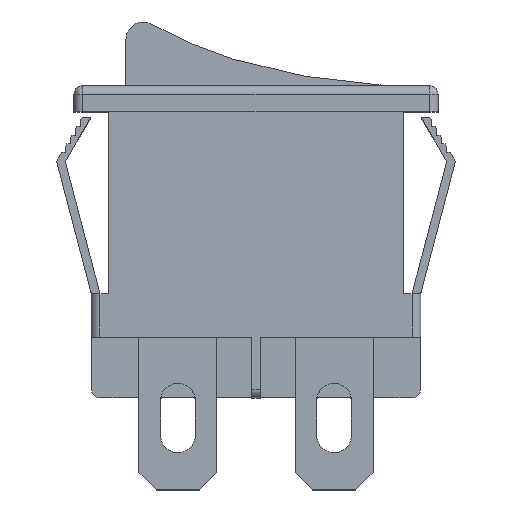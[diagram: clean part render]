
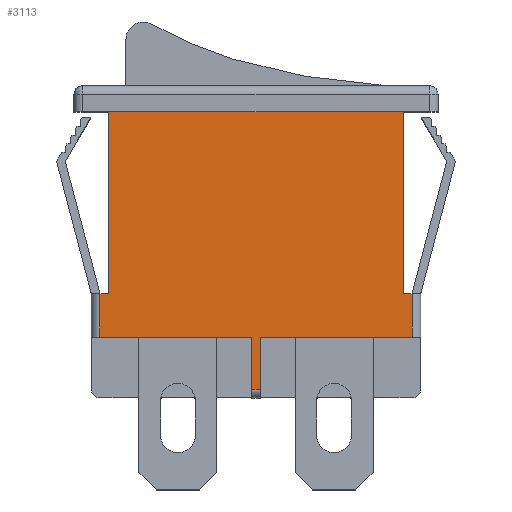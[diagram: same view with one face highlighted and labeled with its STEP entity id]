
A CAD part, top view. The second image highlights one B-rep face of the part: STEP entity #3113.
In plain terms, the highlighted planar face has unit normal (0, 0, 1).
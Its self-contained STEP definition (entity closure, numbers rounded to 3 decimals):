
#11 = CARTESIAN_POINT ( 'NONE',  ( 8.5, -5.5, 13.85 ) ) ;
#77 = CARTESIAN_POINT ( 'NONE',  ( 17., 2.5, 13.85 ) ) ;
#104 = CARTESIAN_POINT ( 'NONE',  ( 17.5, 0., 13.85 ) ) ;
#188 = LINE ( 'NONE', #4756, #4752 ) ;
#262 = CARTESIAN_POINT ( 'NONE',  ( 0., 0., 13.85 ) ) ;
#305 = DIRECTION ( 'NONE',  ( 0., 0., 1. ) ) ;
#318 = CARTESIAN_POINT ( 'NONE',  ( 8.5, 10.5, 13.85 ) ) ;
#320 = LINE ( 'NONE', #755, #743 ) ;
#322 = CARTESIAN_POINT ( 'NONE',  ( 17., 10.5, 13.85 ) ) ;
#338 = VECTOR ( 'NONE', #1818, 1000. ) ;
#344 = DIRECTION ( 'NONE',  ( 0., 1., 0. ) ) ;
#419 = DIRECTION ( 'NONE',  ( 0., -1., 0. ) ) ;
#453 = VECTOR ( 'NONE', #419, 1000. ) ;
#459 = ORIENTED_EDGE ( 'NONE', *, *, #3962, .T. ) ;
#476 = CARTESIAN_POINT ( 'NONE',  ( 8.75, -5.5, 13.85 ) ) ;
#615 = VERTEX_POINT ( 'NONE', #2235 ) ;
#659 = VECTOR ( 'NONE', #4220, 1000. ) ;
#661 = DIRECTION ( 'NONE',  ( 1., 0., 0. ) ) ;
#743 = VECTOR ( 'NONE', #2150, 1000. ) ;
#755 = CARTESIAN_POINT ( 'NONE',  ( 8.5, -2.5, 13.85 ) ) ;
#763 = ORIENTED_EDGE ( 'NONE', *, *, #1833, .T. ) ;
#926 = VECTOR ( 'NONE', #4343, 1000. ) ;
#1062 = VECTOR ( 'NONE', #2901, 1000. ) ;
#1165 = EDGE_CURVE ( 'NONE', #3892, #2512, #3377, .T. ) ;
#1225 = LINE ( 'NONE', #4638, #659 ) ;
#1269 = CARTESIAN_POINT ( 'NONE',  ( 8.25, -2.5, 13.85 ) ) ;
#1298 = EDGE_CURVE ( 'NONE', #4111, #3124, #4761, .T. ) ;
#1435 = LINE ( 'NONE', #11, #4637 ) ;
#1479 = VECTOR ( 'NONE', #1906, 1000. ) ;
#1504 = LINE ( 'NONE', #2306, #3197 ) ;
#1581 = DIRECTION ( 'NONE',  ( 0., -1., 0. ) ) ;
#1667 = EDGE_CURVE ( 'NONE', #2512, #3909, #1225, .T. ) ;
#1727 = ORIENTED_EDGE ( 'NONE', *, *, #3209, .T. ) ;
#1759 = VECTOR ( 'NONE', #2336, 1000. ) ;
#1817 = CARTESIAN_POINT ( 'NONE',  ( -0.5, -5.5, 13.85 ) ) ;
#1818 = DIRECTION ( 'NONE',  ( -1., 0., 0. ) ) ;
#1833 = EDGE_CURVE ( 'NONE', #4372, #4550, #1504, .T. ) ;
#1883 = ORIENTED_EDGE ( 'NONE', *, *, #1165, .T. ) ;
#1887 = CARTESIAN_POINT ( 'NONE',  ( 8.25, -5.5, 13.85 ) ) ;
#1890 = CARTESIAN_POINT ( 'NONE',  ( -0.5, 2.5, 13.85 ) ) ;
#1906 = DIRECTION ( 'NONE',  ( 0., 1., 0. ) ) ;
#1957 = ORIENTED_EDGE ( 'NONE', *, *, #1667, .T. ) ;
#2030 = VERTEX_POINT ( 'NONE', #4293 ) ;
#2102 = EDGE_CURVE ( 'NONE', #4749, #2030, #188, .T. ) ;
#2124 = PLANE ( 'NONE',  #2518 ) ;
#2150 = DIRECTION ( 'NONE',  ( 1., 0., 0. ) ) ;
#2151 = CARTESIAN_POINT ( 'NONE',  ( -0.5, -2.5, 13.85 ) ) ;
#2235 = CARTESIAN_POINT ( 'NONE',  ( 17., 0., 13.85 ) ) ;
#2306 = CARTESIAN_POINT ( 'NONE',  ( 8.25, 2.5, 13.85 ) ) ;
#2336 = DIRECTION ( 'NONE',  ( -1., 0., 0. ) ) ;
#2436 = ORIENTED_EDGE ( 'NONE', *, *, #1298, .T. ) ;
#2480 = ORIENTED_EDGE ( 'NONE', *, *, #3260, .T. ) ;
#2512 = VERTEX_POINT ( 'NONE', #3250 ) ;
#2518 = AXIS2_PLACEMENT_3D ( 'NONE', #1817, #305, #661 ) ;
#2680 = EDGE_CURVE ( 'NONE', #3909, #4588, #2835, .T. ) ;
#2685 = LINE ( 'NONE', #104, #1759 ) ;
#2710 = VERTEX_POINT ( 'NONE', #2151 ) ;
#2835 = LINE ( 'NONE', #4744, #338 ) ;
#2857 = ORIENTED_EDGE ( 'NONE', *, *, #2680, .T. ) ;
#2901 = DIRECTION ( 'NONE',  ( -1., 0., 0. ) ) ;
#3113 = ADVANCED_FACE ( 'NONE', ( #3999 ), #2124, .T. ) ;
#3124 = VERTEX_POINT ( 'NONE', #4009 ) ;
#3197 = VECTOR ( 'NONE', #1581, 1000. ) ;
#3209 = EDGE_CURVE ( 'NONE', #4550, #4111, #1435, .T. ) ;
#3250 = CARTESIAN_POINT ( 'NONE',  ( 0., 10.5, 13.85 ) ) ;
#3260 = EDGE_CURVE ( 'NONE', #4588, #2710, #4427, .T. ) ;
#3346 = DIRECTION ( 'NONE',  ( 1., 0., 0. ) ) ;
#3367 = EDGE_CURVE ( 'NONE', #615, #3892, #4038, .T. ) ;
#3375 = CARTESIAN_POINT ( 'NONE',  ( 8.75, 2.5, 13.85 ) ) ;
#3377 = LINE ( 'NONE', #318, #1062 ) ;
#3407 = ORIENTED_EDGE ( 'NONE', *, *, #3367, .T. ) ;
#3610 = EDGE_CURVE ( 'NONE', #3124, #4749, #3683, .T. ) ;
#3616 = CARTESIAN_POINT ( 'NONE',  ( 8.5, -2.5, 13.85 ) ) ;
#3683 = LINE ( 'NONE', #3616, #926 ) ;
#3751 = DIRECTION ( 'NONE',  ( 0., 1., 0. ) ) ;
#3835 = ORIENTED_EDGE ( 'NONE', *, *, #4389, .T. ) ;
#3841 = CARTESIAN_POINT ( 'NONE',  ( -0.5, 0., 13.85 ) ) ;
#3892 = VERTEX_POINT ( 'NONE', #322 ) ;
#3909 = VERTEX_POINT ( 'NONE', #262 ) ;
#3922 = ORIENTED_EDGE ( 'NONE', *, *, #2102, .T. ) ;
#3955 = VECTOR ( 'NONE', #3751, 1000. ) ;
#3962 = EDGE_CURVE ( 'NONE', #2710, #4372, #320, .T. ) ;
#3999 = FACE_OUTER_BOUND ( 'NONE', #4273, .T. ) ;
#4009 = CARTESIAN_POINT ( 'NONE',  ( 8.75, -2.5, 13.85 ) ) ;
#4038 = LINE ( 'NONE', #77, #1479 ) ;
#4111 = VERTEX_POINT ( 'NONE', #476 ) ;
#4220 = DIRECTION ( 'NONE',  ( 0., -1., 0. ) ) ;
#4273 = EDGE_LOOP ( 'NONE', ( #1883, #1957, #2857, #2480, #459, #763, #1727, #2436, #4640, #3922, #3835, #3407 ) ) ;
#4293 = CARTESIAN_POINT ( 'NONE',  ( 17.5, 0., 13.85 ) ) ;
#4343 = DIRECTION ( 'NONE',  ( 1., 0., 0. ) ) ;
#4372 = VERTEX_POINT ( 'NONE', #1269 ) ;
#4389 = EDGE_CURVE ( 'NONE', #2030, #615, #2685, .T. ) ;
#4427 = LINE ( 'NONE', #1890, #453 ) ;
#4550 = VERTEX_POINT ( 'NONE', #1887 ) ;
#4588 = VERTEX_POINT ( 'NONE', #3841 ) ;
#4591 = CARTESIAN_POINT ( 'NONE',  ( 17.5, -2.5, 13.85 ) ) ;
#4637 = VECTOR ( 'NONE', #3346, 1000. ) ;
#4638 = CARTESIAN_POINT ( 'NONE',  ( 0., 5.25, 13.85 ) ) ;
#4640 = ORIENTED_EDGE ( 'NONE', *, *, #3610, .T. ) ;
#4744 = CARTESIAN_POINT ( 'NONE',  ( 8.5, 0., 13.85 ) ) ;
#4749 = VERTEX_POINT ( 'NONE', #4591 ) ;
#4752 = VECTOR ( 'NONE', #344, 1000. ) ;
#4756 = CARTESIAN_POINT ( 'NONE',  ( 17.5, 2.5, 13.85 ) ) ;
#4761 = LINE ( 'NONE', #3375, #3955 ) ;
